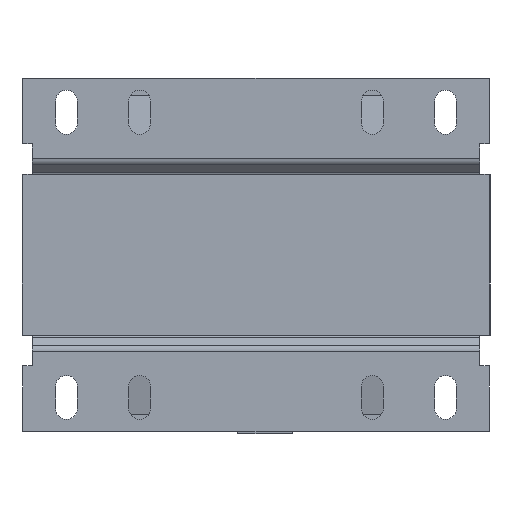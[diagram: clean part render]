
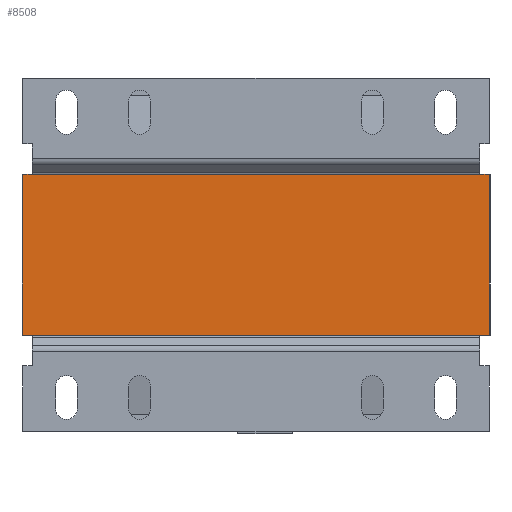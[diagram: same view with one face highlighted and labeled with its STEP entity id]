
A CAD part, front view. The second image highlights one B-rep face of the part: STEP entity #8508.
In plain terms, the highlighted planar face has unit normal (0, -1, 0).
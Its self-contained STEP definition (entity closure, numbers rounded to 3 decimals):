
#105 = DIRECTION ( 'NONE',  ( 0., 0., 1. ) ) ;
#240 = CARTESIAN_POINT ( 'NONE',  ( 95.75, -82.5, 33. ) ) ;
#270 = DIRECTION ( 'NONE',  ( -1., 0., 0. ) ) ;
#399 = LINE ( 'NONE', #1300, #6291 ) ;
#472 = EDGE_CURVE ( 'Defeature ausgef�hrt1_98+Defeature ausgef�hrt1_96+Defeature ausgef�hrt1_102+Defeature ausgef�hrt1_93', #2185, #5052, #6910, .T. ) ;
#862 = CARTESIAN_POINT ( 'NONE',  ( 95.75, -82.5, 33. ) ) ;
#959 = CARTESIAN_POINT ( 'NONE',  ( -95.75, -82.5, -33. ) ) ;
#1300 = CARTESIAN_POINT ( 'NONE',  ( 95.75, -82.5, 74. ) ) ;
#1356 = CARTESIAN_POINT ( 'NONE',  ( -91.75, -82.5, 33. ) ) ;
#1369 = CARTESIAN_POINT ( 'NONE',  ( -91.75, -82.5, -33. ) ) ;
#1521 = DIRECTION ( 'NONE',  ( 1., 0., 0. ) ) ;
#1576 = EDGE_CURVE ( 'Defeature ausgef�hrt1_76+Defeature ausgef�hrt1_98+Defeature ausgef�hrt1_78+Defeature ausgef�hrt1_77', #5739, #5698, #7323, .T. ) ;
#1674 = CARTESIAN_POINT ( 'NONE',  ( -91.75, -82.5, 33. ) ) ;
#1771 = VECTOR ( 'NONE', #4364, 1000. ) ;
#1775 = ORIENTED_EDGE ( 'NONE', *, *, #7085, .T. ) ;
#2109 = VECTOR ( 'NONE', #270, 1000. ) ;
#2185 = VERTEX_POINT ( 'NONE', #959 ) ;
#2327 = DIRECTION ( 'NONE',  ( 0., 0., 1. ) ) ;
#2438 = CARTESIAN_POINT ( 'NONE',  ( -91.75, -82.5, -33. ) ) ;
#3446 = VERTEX_POINT ( 'NONE', #4479 ) ;
#3451 = EDGE_LOOP ( 'NONE', ( #8386, #5237, #7711, #5335, #4176, #5901, #4474, #1775 ) ) ;
#3539 = LINE ( 'NONE', #240, #8348 ) ;
#3556 = CARTESIAN_POINT ( 'NONE',  ( 0., -82.5, 0. ) ) ;
#4083 = DIRECTION ( 'NONE',  ( 0., 0., -1. ) ) ;
#4176 = ORIENTED_EDGE ( 'NONE', *, *, #7021, .F. ) ;
#4364 = DIRECTION ( 'NONE',  ( 1., 0., 0. ) ) ;
#4474 = ORIENTED_EDGE ( 'NONE', *, *, #5581, .F. ) ;
#4479 = CARTESIAN_POINT ( 'NONE',  ( -95.75, -82.5, 33. ) ) ;
#4866 = VECTOR ( 'NONE', #1521, 1000. ) ;
#5022 = DIRECTION ( 'NONE',  ( 0., 1., 0. ) ) ;
#5052 = VERTEX_POINT ( 'NONE', #2438 ) ;
#5237 = ORIENTED_EDGE ( 'NONE', *, *, #7660, .T. ) ;
#5335 = ORIENTED_EDGE ( 'NONE', *, *, #472, .T. ) ;
#5425 = VECTOR ( 'NONE', #7190, 1000. ) ;
#5581 = EDGE_CURVE ( 'Defeature ausgef�hrt1_99+Defeature ausgef�hrt1_98+Defeature ausgef�hrt1_100+Defeature ausgef�hrt1_97', #8031, #8496, #399, .T. ) ;
#5698 = VERTEX_POINT ( 'NONE', #6946 ) ;
#5739 = VERTEX_POINT ( 'NONE', #1356 ) ;
#5794 = CARTESIAN_POINT ( 'NONE',  ( 95.75, -82.5, -33. ) ) ;
#5826 = DIRECTION ( 'NONE',  ( -1., 0., 0. ) ) ;
#5901 = ORIENTED_EDGE ( 'NONE', *, *, #6048, .T. ) ;
#6048 = EDGE_CURVE ( 'Defeature ausgef�hrt1_98+Defeature ausgef�hrt1_97+Defeature ausgef�hrt1_93+Defeature ausgef�hrt1_99', #6786, #8496, #7049, .T. ) ;
#6165 = VECTOR ( 'NONE', #2327, 1000. ) ;
#6291 = VECTOR ( 'NONE', #4083, 1000. ) ;
#6469 = CARTESIAN_POINT ( 'NONE',  ( -95.75, -82.5, 74. ) ) ;
#6672 = LINE ( 'NONE', #1674, #8215 ) ;
#6716 = FACE_OUTER_BOUND ( 'NONE', #3451, .T. ) ;
#6786 = VERTEX_POINT ( 'NONE', #7745 ) ;
#6910 = LINE ( 'NONE', #1369, #4866 ) ;
#6946 = CARTESIAN_POINT ( 'NONE',  ( 91.75, -82.5, 33. ) ) ;
#7021 = EDGE_CURVE ( 'Defeature ausgef�hrt1_93+Defeature ausgef�hrt1_98+Defeature ausgef�hrt1_95+Defeature ausgef�hrt1_94', #6786, #5052, #7457, .T. ) ;
#7049 = LINE ( 'NONE', #5794, #5425 ) ;
#7079 = CARTESIAN_POINT ( 'NONE',  ( 0., -82.5, 33. ) ) ;
#7085 = EDGE_CURVE ( 'Defeature ausgef�hrt1_98+Defeature ausgef�hrt1_100+Defeature ausgef�hrt1_99+Defeature ausgef�hrt1_76', #8031, #5698, #3539, .T. ) ;
#7190 = DIRECTION ( 'NONE',  ( 1., 0., 0. ) ) ;
#7286 = CARTESIAN_POINT ( 'NONE',  ( 0., -82.5, -33. ) ) ;
#7323 = LINE ( 'NONE', #7079, #1771 ) ;
#7457 = LINE ( 'NONE', #7286, #2109 ) ;
#7660 = EDGE_CURVE ( 'Defeature ausgef�hrt1_98+Defeature ausgef�hrt1_101+Defeature ausgef�hrt1_76+Defeature ausgef�hrt1_102', #5739, #3446, #6672, .T. ) ;
#7711 = ORIENTED_EDGE ( 'NONE', *, *, #8687, .F. ) ;
#7719 = CARTESIAN_POINT ( 'NONE',  ( 95.75, -82.5, -33. ) ) ;
#7745 = CARTESIAN_POINT ( 'NONE',  ( 91.75, -82.5, -33. ) ) ;
#7807 = PLANE ( 'NONE',  #8191 ) ;
#7957 = DIRECTION ( 'NONE',  ( -1., 0., 0. ) ) ;
#8031 = VERTEX_POINT ( 'NONE', #862 ) ;
#8036 = LINE ( 'NONE', #6469, #6165 ) ;
#8191 = AXIS2_PLACEMENT_3D ( 'NONE', #3556, #5022, #105 ) ;
#8215 = VECTOR ( 'NONE', #7957, 1000. ) ;
#8348 = VECTOR ( 'NONE', #5826, 1000. ) ;
#8386 = ORIENTED_EDGE ( 'NONE', *, *, #1576, .F. ) ;
#8496 = VERTEX_POINT ( 'NONE', #7719 ) ;
#8508 = ADVANCED_FACE ( 'Defeature ausgef�hrt1_98', ( #6716 ), #7807, .F. ) ;
#8687 = EDGE_CURVE ( 'Defeature ausgef�hrt1_102+Defeature ausgef�hrt1_98+Defeature ausgef�hrt1_96+Defeature ausgef�hrt1_101', #2185, #3446, #8036, .T. ) ;
